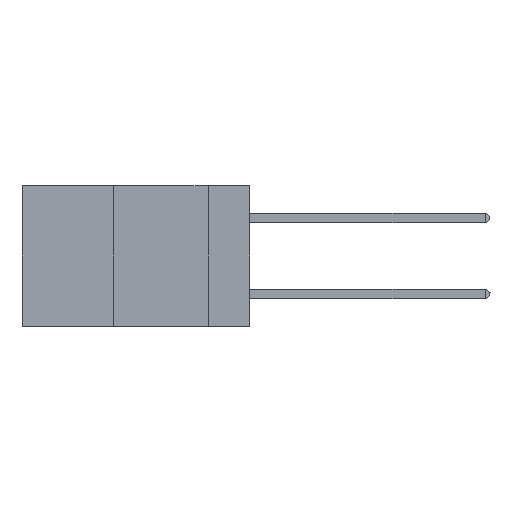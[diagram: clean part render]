
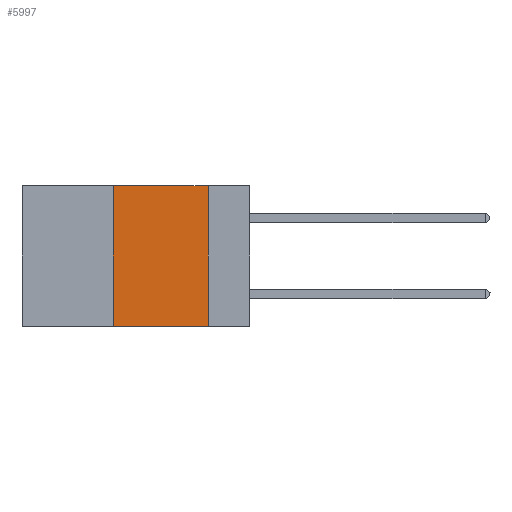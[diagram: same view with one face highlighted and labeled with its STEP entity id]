
A CAD part, left-side view. The second image highlights one B-rep face of the part: STEP entity #5997.
In plain terms, the highlighted planar face has unit normal (-1, 0, 0).
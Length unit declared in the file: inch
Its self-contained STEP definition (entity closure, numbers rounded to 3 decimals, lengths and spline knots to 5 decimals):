
#275 = CARTESIAN_POINT ( 'NONE',  ( 0., 0.11, 0. ) ) ;
#1043 = EDGE_CURVE ( 'NONE', #14112, #10804, #13883, .T. ) ;
#2962 = VERTEX_POINT ( 'NONE', #7253 ) ;
#3943 = PLANE ( 'NONE',  #26032 ) ;
#4631 = DIRECTION ( 'NONE',  ( 0., -1., 0. ) ) ;
#5162 = LINE ( 'NONE', #26295, #15045 ) ;
#5330 = DIRECTION ( 'NONE',  ( 0., 0., 1. ) ) ;
#5997 = ADVANCED_FACE ( 'NONE', ( #23042 ), #3943, .F. ) ;
#6070 = EDGE_CURVE ( 'NONE', #2962, #26069, #5162, .T. ) ;
#6294 = CARTESIAN_POINT ( 'NONE',  ( 0., 0.11, 0. ) ) ;
#7210 = EDGE_LOOP ( 'NONE', ( #27290, #15188, #12973, #19144 ) ) ;
#7253 = CARTESIAN_POINT ( 'NONE',  ( 0., 0.36, 0. ) ) ;
#7529 = CARTESIAN_POINT ( 'NONE',  ( 0., 0.36, 0. ) ) ;
#7844 = LINE ( 'NONE', #7529, #24289 ) ;
#9117 = CARTESIAN_POINT ( 'NONE',  ( 0., 0.11, -0.37 ) ) ;
#9710 = DIRECTION ( 'NONE',  ( 0., -1., 0. ) ) ;
#10804 = VERTEX_POINT ( 'NONE', #9117 ) ;
#11989 = VECTOR ( 'NONE', #29514, 39.37008 ) ;
#12973 = ORIENTED_EDGE ( 'NONE', *, *, #17569, .F. ) ;
#13883 = LINE ( 'NONE', #30780, #25785 ) ;
#14112 = VERTEX_POINT ( 'NONE', #25367 ) ;
#15045 = VECTOR ( 'NONE', #9710, 39.37008 ) ;
#15188 = ORIENTED_EDGE ( 'NONE', *, *, #6070, .F. ) ;
#15700 = DIRECTION ( 'NONE',  ( 1., 0., 0. ) ) ;
#17569 = EDGE_CURVE ( 'NONE', #14112, #2962, #7844, .T. ) ;
#18504 = CARTESIAN_POINT ( 'NONE',  ( 0., 0.6, 0. ) ) ;
#19144 = ORIENTED_EDGE ( 'NONE', *, *, #1043, .T. ) ;
#21934 = EDGE_CURVE ( 'NONE', #26069, #10804, #27002, .T. ) ;
#23042 = FACE_OUTER_BOUND ( 'NONE', #7210, .T. ) ;
#24289 = VECTOR ( 'NONE', #5330, 39.37008 ) ;
#25367 = CARTESIAN_POINT ( 'NONE',  ( 0., 0.36, -0.37 ) ) ;
#25691 = DIRECTION ( 'NONE',  ( 0., 0., -1. ) ) ;
#25785 = VECTOR ( 'NONE', #4631, 39.37008 ) ;
#26032 = AXIS2_PLACEMENT_3D ( 'NONE', #18504, #15700, #25691 ) ;
#26069 = VERTEX_POINT ( 'NONE', #6294 ) ;
#26295 = CARTESIAN_POINT ( 'NONE',  ( 0., 0.6, 0. ) ) ;
#27002 = LINE ( 'NONE', #275, #11989 ) ;
#27290 = ORIENTED_EDGE ( 'NONE', *, *, #21934, .F. ) ;
#29514 = DIRECTION ( 'NONE',  ( 0., 0., -1. ) ) ;
#30780 = CARTESIAN_POINT ( 'NONE',  ( 0., 0.6, -0.37 ) ) ;
